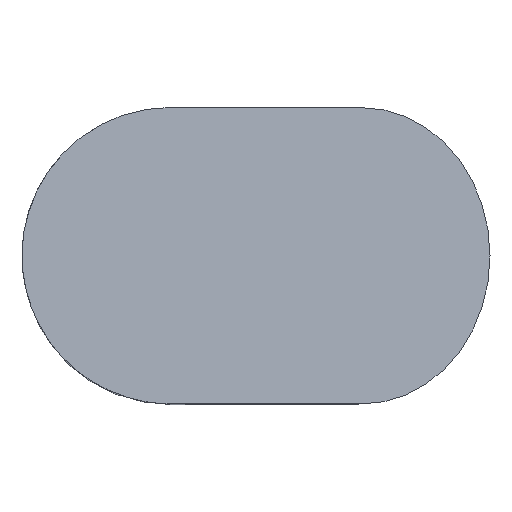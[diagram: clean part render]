
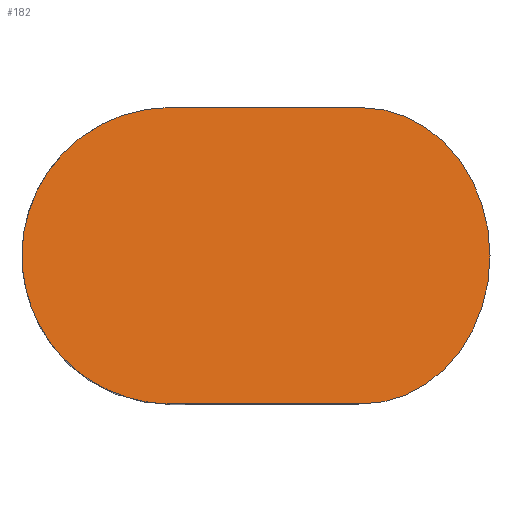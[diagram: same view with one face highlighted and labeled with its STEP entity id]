
A CAD part, top view. The second image highlights one B-rep face of the part: STEP entity #182.
In plain terms, the highlighted planar face has unit normal (0.5, 0, 0.866).
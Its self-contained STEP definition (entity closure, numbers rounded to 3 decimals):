
#17=PLANE('',#218);
#26=ELLIPSE('',#219,9.238,8.);
#36=LINE('',#328,#49);
#37=LINE('',#331,#50);
#49=VECTOR('',#270,1000.);
#50=VECTOR('',#273,1000.);
#61=FACE_OUTER_BOUND('',#72,.T.);
#72=EDGE_LOOP('',(#153,#154,#155,#156));
#82=CIRCLE('',#208,8.);
#89=VERTEX_POINT('',#297);
#90=VERTEX_POINT('',#298);
#99=VERTEX_POINT('',#327);
#100=VERTEX_POINT('',#329);
#105=EDGE_CURVE('',#89,#90,#82,.T.);
#121=EDGE_CURVE('',#90,#99,#36,.T.);
#122=EDGE_CURVE('',#99,#100,#26,.T.);
#123=EDGE_CURVE('',#89,#100,#37,.T.);
#153=ORIENTED_EDGE('',*,*,#121,.T.);
#154=ORIENTED_EDGE('',*,*,#122,.T.);
#155=ORIENTED_EDGE('',*,*,#123,.F.);
#156=ORIENTED_EDGE('',*,*,#105,.T.);
#182=ADVANCED_FACE('',(#61),#17,.T.);
#208=AXIS2_PLACEMENT_3D('',#299,#239,#240);
#218=AXIS2_PLACEMENT_3D('',#326,#268,#269);
#219=AXIS2_PLACEMENT_3D('',#330,#271,#272);
#239=DIRECTION('center_axis',(0.5,0.,0.866));
#240=DIRECTION('ref_axis',(-0.866,0.,0.5));
#268=DIRECTION('center_axis',(0.5,0.,0.866));
#269=DIRECTION('ref_axis',(-0.866,0.,0.5));
#270=DIRECTION('',(-0.866,0.,0.5));
#271=DIRECTION('center_axis',(0.5,0.,0.866));
#272=DIRECTION('ref_axis',(0.866,0.,-0.5));
#273=DIRECTION('',(-0.866,0.,0.5));
#297=CARTESIAN_POINT('',(14.689,-8.,34.971));
#298=CARTESIAN_POINT('',(14.689,8.,34.971));
#299=CARTESIAN_POINT('Origin',(14.689,0.,34.971));
#326=CARTESIAN_POINT('Origin',(14.689,0.,34.971));
#327=CARTESIAN_POINT('',(4.35,8.,40.94));
#328=CARTESIAN_POINT('',(14.689,8.,34.971));
#329=CARTESIAN_POINT('',(4.35,-8.,40.94));
#330=CARTESIAN_POINT('Origin',(4.35,0.,40.94));
#331=CARTESIAN_POINT('',(14.689,-8.,34.971));
